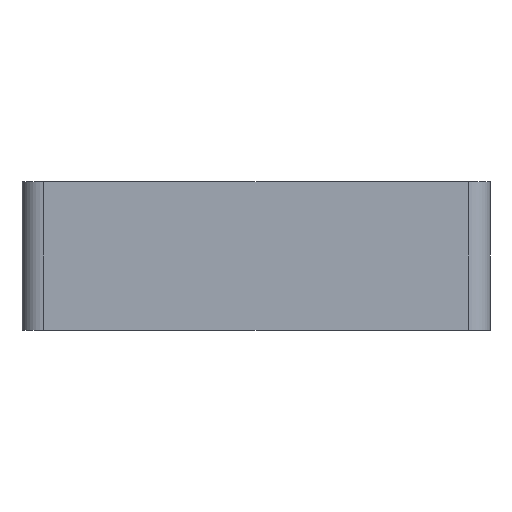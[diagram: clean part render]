
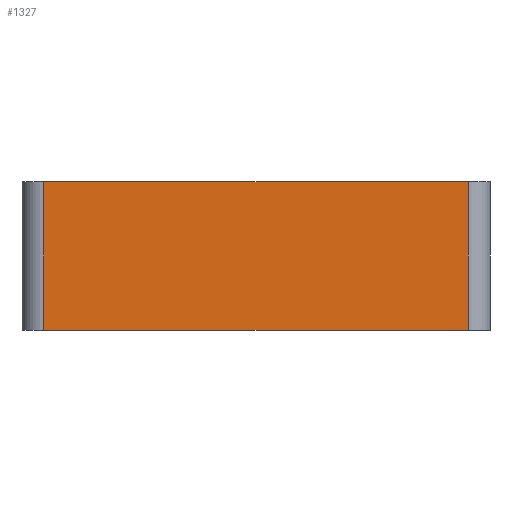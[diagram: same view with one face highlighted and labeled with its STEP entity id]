
A CAD part, front view. The second image highlights one B-rep face of the part: STEP entity #1327.
In plain terms, the highlighted planar face has unit normal (0, -1, 0).
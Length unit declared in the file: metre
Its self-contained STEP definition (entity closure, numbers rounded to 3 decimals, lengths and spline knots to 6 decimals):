
#246=ORIENTED_EDGE('',*,*,#584,.T.);
#247=ORIENTED_EDGE('',*,*,#627,.F.);
#248=ORIENTED_EDGE('',*,*,#628,.F.);
#249=ORIENTED_EDGE('',*,*,#625,.T.);
#584=EDGE_CURVE('',#783,#782,#891,.T.);
#625=EDGE_CURVE('',#812,#783,#917,.T.);
#627=EDGE_CURVE('',#813,#782,#918,.T.);
#628=EDGE_CURVE('',#812,#813,#919,.T.);
#782=VERTEX_POINT('',#2090);
#783=VERTEX_POINT('',#2092);
#812=VERTEX_POINT('',#2169);
#813=VERTEX_POINT('',#2173);
#891=LINE('',#2091,#1027);
#917=LINE('',#2168,#1053);
#918=LINE('',#2172,#1054);
#919=LINE('',#2174,#1055);
#1027=VECTOR('',#1645,1.);
#1053=VECTOR('',#1715,1.);
#1054=VECTOR('',#1720,1.);
#1055=VECTOR('',#1721,1.);
#1130=EDGE_LOOP('',(#246,#247,#248,#249));
#1212=FACE_BOUND('',#1130,.T.);
#1287=PLANE('',#1454);
#1327=ADVANCED_FACE('',(#1212),#1287,.F.);
#1454=AXIS2_PLACEMENT_3D('',#2171,#1718,#1719);
#1645=DIRECTION('',(1.,0.,0.));
#1715=DIRECTION('',(0.,0.,-1.));
#1718=DIRECTION('',(0.,1.,0.));
#1719=DIRECTION('',(0.,0.,1.));
#1720=DIRECTION('',(0.,0.,-1.));
#1721=DIRECTION('',(1.,0.,0.));
#2090=CARTESIAN_POINT('',(0.029,-0.05,0.0187));
#2091=CARTESIAN_POINT('',(0.,-0.05,0.0187));
#2092=CARTESIAN_POINT('',(-0.029,-0.05,0.0187));
#2168=CARTESIAN_POINT('',(-0.029,-0.05,0.039));
#2169=CARTESIAN_POINT('',(-0.029,-0.05,0.039));
#2171=CARTESIAN_POINT('',(0.,-0.05,0.039));
#2172=CARTESIAN_POINT('',(0.029,-0.05,0.039));
#2173=CARTESIAN_POINT('',(0.029,-0.05,0.039));
#2174=CARTESIAN_POINT('',(0.,-0.05,0.039));
